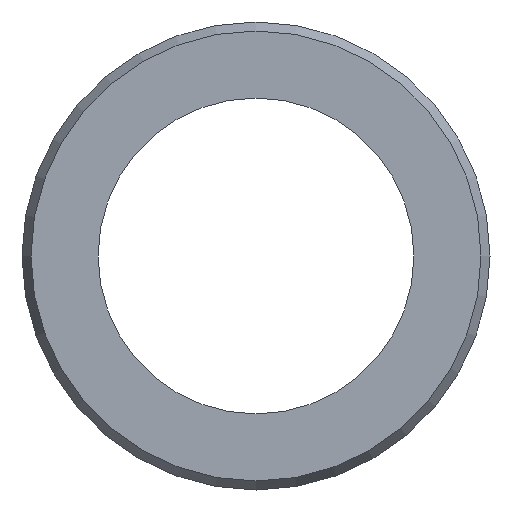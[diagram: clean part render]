
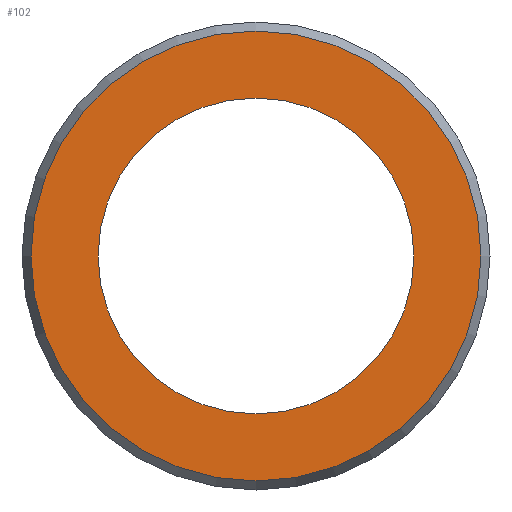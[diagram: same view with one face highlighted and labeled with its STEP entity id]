
A CAD part, front view. The second image highlights one B-rep face of the part: STEP entity #102.
In plain terms, the highlighted planar face has unit normal (0, -1, 0).
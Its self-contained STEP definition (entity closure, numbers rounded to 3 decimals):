
#29=ORIENTED_EDGE('',*,*,#44,.T.);
#30=ORIENTED_EDGE('',*,*,#43,.F.);
#43=EDGE_CURVE('',#51,#51,#59,.T.);
#44=EDGE_CURVE('',#52,#52,#60,.T.);
#51=VERTEX_POINT('',#179);
#52=VERTEX_POINT('',#182);
#59=CIRCLE('',#125,2.025);
#60=CIRCLE('',#127,2.885);
#69=EDGE_LOOP('',(#29));
#70=EDGE_LOOP('',(#30));
#85=FACE_BOUND('',#69,.T.);
#86=FACE_BOUND('',#70,.T.);
#98=PLANE('',#126);
#102=ADVANCED_FACE('',(#85,#86),#98,.T.);
#125=AXIS2_PLACEMENT_3D('',#178,#147,#148);
#126=AXIS2_PLACEMENT_3D('',#180,#149,#150);
#127=AXIS2_PLACEMENT_3D('',#181,#151,#152);
#147=DIRECTION('',(0.,-1.,0.));
#148=DIRECTION('',(0.,0.,-1.));
#149=DIRECTION('',(0.,-1.,0.));
#150=DIRECTION('',(0.,0.,-1.));
#151=DIRECTION('',(0.,-1.,0.));
#152=DIRECTION('',(0.,0.,-1.));
#178=CARTESIAN_POINT('',(0.,0.,0.));
#179=CARTESIAN_POINT('',(0.,0.,-2.025));
#180=CARTESIAN_POINT('',(2.025,0.,0.));
#181=CARTESIAN_POINT('',(0.,0.,0.));
#182=CARTESIAN_POINT('',(0.,0.,-2.885));
